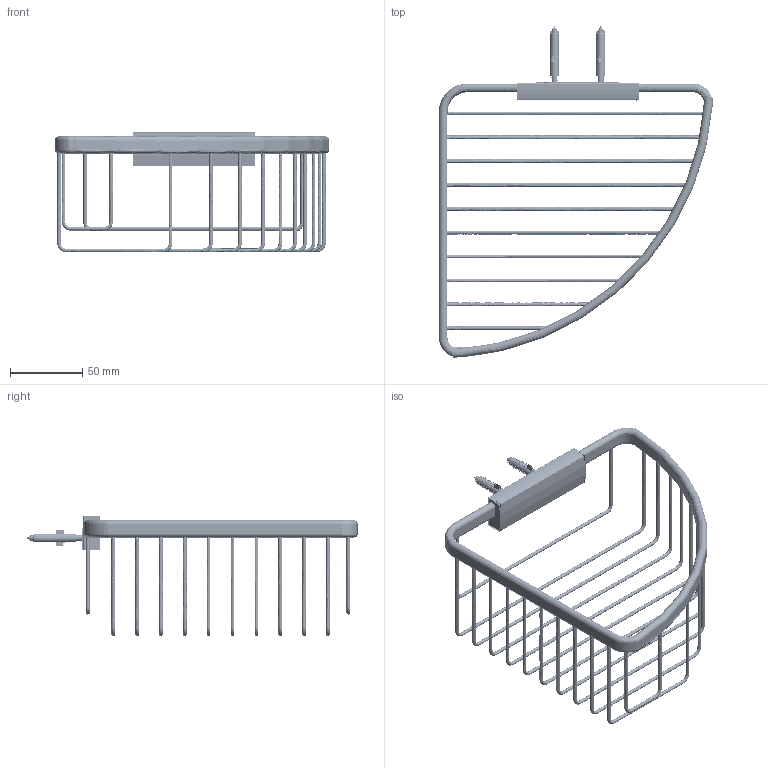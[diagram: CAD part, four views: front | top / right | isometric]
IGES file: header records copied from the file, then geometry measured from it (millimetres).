
Start section:  PTC IGES file: 0021502.igs
Global section: file name: 0021502.igs; native system: Pro/ENGINEER by Parametric Technology Corporation; preprocessor: 2008230; author: Administrator; organization: Unknown; date: 20140606.165751; units: millimetre
Bounding box: 189.75 x 229.55 x 83.38 mm (x, y, z)
Volume: 82053 mm3; surface area: 299251.2 mm2
Topology: 10 solids, 14 shells, 1802 faces, 9389 edges, 11930 vertices
Faces by surface type: revolution 946, bspline 832, extrusion 24
